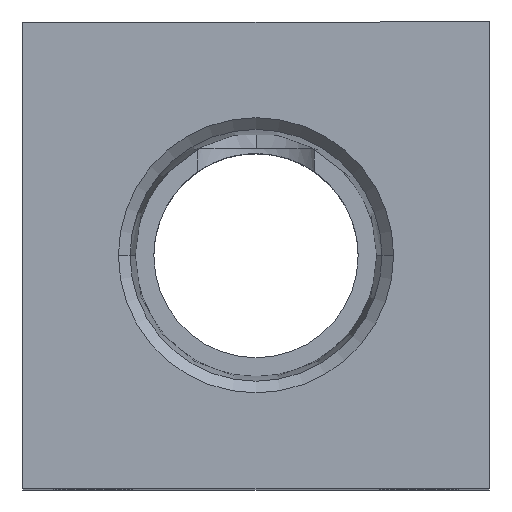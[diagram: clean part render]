
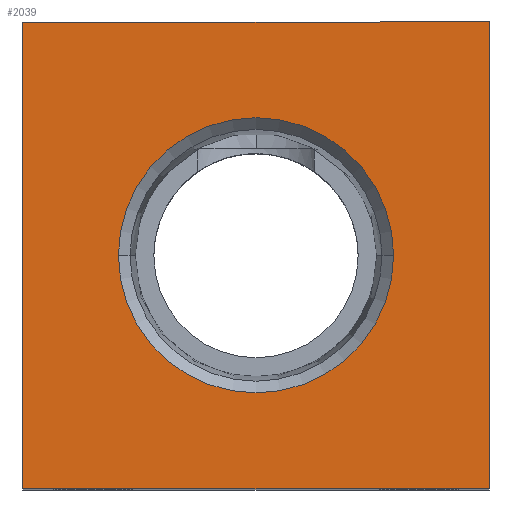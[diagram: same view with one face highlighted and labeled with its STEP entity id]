
A CAD part, top view. The second image highlights one B-rep face of the part: STEP entity #2039.
In plain terms, the highlighted planar face has unit normal (0, 0, 1).
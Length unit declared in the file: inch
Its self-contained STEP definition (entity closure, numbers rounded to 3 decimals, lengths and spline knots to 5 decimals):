
#79 = EDGE_CURVE ( 'NONE', #729, #1396, #1442, .T. ) ;
#127 = ORIENTED_EDGE ( 'NONE', *, *, #1135, .F. ) ;
#232 = VECTOR ( 'NONE', #1887, 39.37008 ) ;
#289 = ORIENTED_EDGE ( 'NONE', *, *, #569, .T. ) ;
#354 = CARTESIAN_POINT ( 'NONE',  ( 0., 0., 0.875 ) ) ;
#449 = VERTEX_POINT ( 'NONE', #1082 ) ;
#524 = EDGE_LOOP ( 'NONE', ( #2016, #127 ) ) ;
#528 = EDGE_CURVE ( 'NONE', #1137, #626, #1143, .T. ) ;
#537 = DIRECTION ( 'NONE',  ( 1., 0., 0. ) ) ;
#551 = DIRECTION ( 'NONE',  ( 0., 0., 1. ) ) ;
#566 = CARTESIAN_POINT ( 'NONE',  ( 0., 0., 0.875 ) ) ;
#569 = EDGE_CURVE ( 'NONE', #1136, #449, #1730, .T. ) ;
#586 = CARTESIAN_POINT ( 'NONE',  ( 0.5, 0.5, 0.875 ) ) ;
#607 = DIRECTION ( 'NONE',  ( -1., 0., 0. ) ) ;
#610 = CIRCLE ( 'NONE', #1941, 0.29487 ) ;
#626 = VERTEX_POINT ( 'NONE', #1930 ) ;
#729 = VERTEX_POINT ( 'NONE', #1860 ) ;
#759 = LINE ( 'NONE', #1040, #1287 ) ;
#855 = DIRECTION ( 'NONE',  ( 1., 0., 0. ) ) ;
#860 = AXIS2_PLACEMENT_3D ( 'NONE', #354, #1755, #855 ) ;
#868 = FACE_OUTER_BOUND ( 'NONE', #1880, .T. ) ;
#882 = DIRECTION ( 'NONE',  ( 0., -1., 0. ) ) ;
#894 = DIRECTION ( 'NONE',  ( 1., 0., 0. ) ) ;
#900 = DIRECTION ( 'NONE',  ( 0., 0., 1. ) ) ;
#904 = CARTESIAN_POINT ( 'NONE',  ( 0., 0., 0.875 ) ) ;
#909 = CARTESIAN_POINT ( 'NONE',  ( 0.5, 0.5, 0.875 ) ) ;
#932 = CARTESIAN_POINT ( 'NONE',  ( -0.5, -0.5, 0.875 ) ) ;
#986 = CARTESIAN_POINT ( 'NONE',  ( 0.5, -0.5, 0.875 ) ) ;
#1040 = CARTESIAN_POINT ( 'NONE',  ( -0.5, -0.5, 0.875 ) ) ;
#1069 = LINE ( 'NONE', #986, #1849 ) ;
#1082 = CARTESIAN_POINT ( 'NONE',  ( 0.5, -0.5, 0.875 ) ) ;
#1126 = VECTOR ( 'NONE', #607, 39.37008 ) ;
#1135 = EDGE_CURVE ( 'NONE', #1396, #729, #610, .T. ) ;
#1136 = VERTEX_POINT ( 'NONE', #932 ) ;
#1137 = VERTEX_POINT ( 'NONE', #909 ) ;
#1143 = LINE ( 'NONE', #586, #1126 ) ;
#1287 = VECTOR ( 'NONE', #882, 39.37008 ) ;
#1381 = FACE_BOUND ( 'NONE', #524, .T. ) ;
#1396 = VERTEX_POINT ( 'NONE', #1685 ) ;
#1442 = CIRCLE ( 'NONE', #1548, 0.29487 ) ;
#1493 = EDGE_CURVE ( 'NONE', #626, #1136, #759, .T. ) ;
#1509 = ORIENTED_EDGE ( 'NONE', *, *, #1493, .T. ) ;
#1548 = AXIS2_PLACEMENT_3D ( 'NONE', #566, #551, #537 ) ;
#1622 = PLANE ( 'NONE',  #860 ) ;
#1633 = ORIENTED_EDGE ( 'NONE', *, *, #1903, .T. ) ;
#1685 = CARTESIAN_POINT ( 'NONE',  ( -0.29487, 0., 0.875 ) ) ;
#1730 = LINE ( 'NONE', #1901, #232 ) ;
#1755 = DIRECTION ( 'NONE',  ( 0., 0., 1. ) ) ;
#1849 = VECTOR ( 'NONE', #2014, 39.37008 ) ;
#1860 = CARTESIAN_POINT ( 'NONE',  ( 0.29487, 0., 0.875 ) ) ;
#1880 = EDGE_LOOP ( 'NONE', ( #1509, #289, #1633, #1988 ) ) ;
#1887 = DIRECTION ( 'NONE',  ( 1., 0., 0. ) ) ;
#1901 = CARTESIAN_POINT ( 'NONE',  ( 0.5, -0.5, 0.875 ) ) ;
#1903 = EDGE_CURVE ( 'NONE', #449, #1137, #1069, .T. ) ;
#1930 = CARTESIAN_POINT ( 'NONE',  ( -0.5, 0.5, 0.875 ) ) ;
#1941 = AXIS2_PLACEMENT_3D ( 'NONE', #904, #900, #894 ) ;
#1988 = ORIENTED_EDGE ( 'NONE', *, *, #528, .T. ) ;
#2014 = DIRECTION ( 'NONE',  ( 0., 1., 0. ) ) ;
#2016 = ORIENTED_EDGE ( 'NONE', *, *, #79, .F. ) ;
#2039 = ADVANCED_FACE ( 'NONE', ( #1381, #868 ), #1622, .T. ) ;
